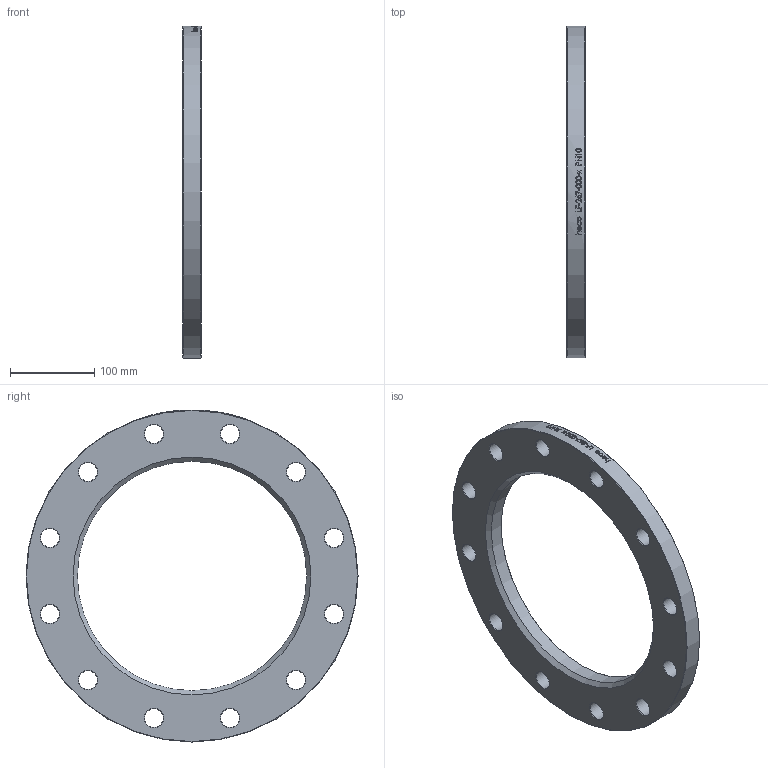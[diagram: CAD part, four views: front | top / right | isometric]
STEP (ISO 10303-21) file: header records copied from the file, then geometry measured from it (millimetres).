
FILE_DESCRIPTION (( 'STEP AP214' ), '1' );
FILE_NAME ('LF-267-000-x Loser Flansch PN10 2101.STEP', '2021-01-19T10:44:57', ( '' ), ( '' ), 'SwSTEP 2.0', 'SolidWorks 2019', '' );
FILE_SCHEMA (( 'AUTOMOTIVE_DESIGN' ));
Length unit declared in the file: millimetre
Products named in the file (1): LF-267-000-x Loser Flansch PN10 2101
Bounding box: 22 x 395 x 395 mm (x, y, z)
Volume: 1296205.8 mm3; surface area: 179368.2 mm2
Topology: 1 solids, 1 shells, 72 faces, 299 edges, 256 vertices
Faces by surface type: cylinder 42, cone 28, plane 2
Full cylindrical faces by diameter (mm): 22 x12, 273 x1, 395 x1
Entity records: 7070 total; most frequent: CARTESIAN_POINT 4568, ORIENTED_EDGE 480, DIRECTION 366, VERTEX_POINT 240, EDGE_CURVE 240, AXIS2_PLACEMENT_3D 168, EDGE_LOOP 168, B_SPLINE_CURVE_WITH_KNOTS 115
